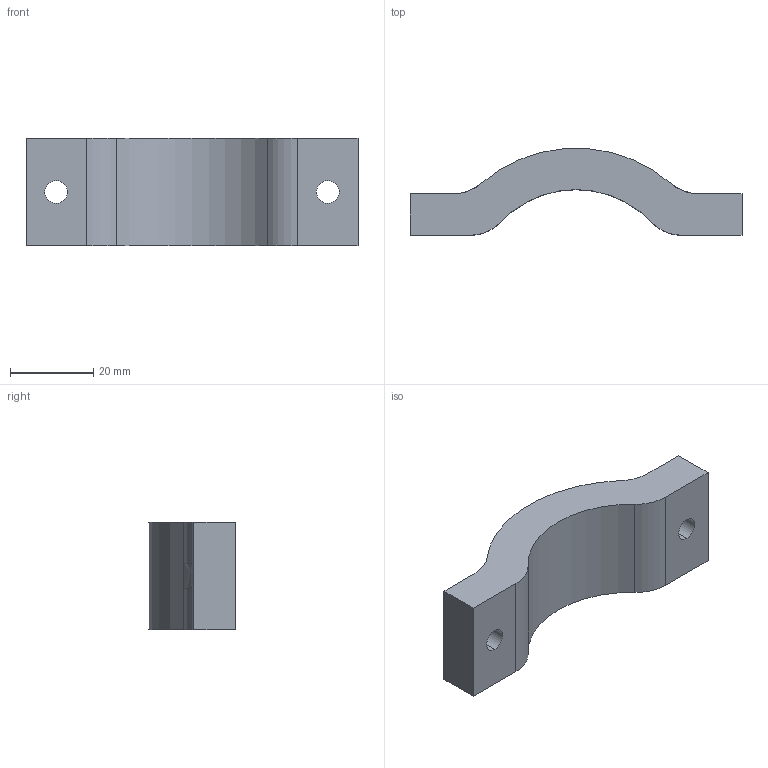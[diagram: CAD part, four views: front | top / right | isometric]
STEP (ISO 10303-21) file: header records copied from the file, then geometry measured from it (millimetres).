
FILE_DESCRIPTION (( 'STEP AP203' ), '1' );
FILE_NAME ('PLASTIC_FIXTURE-2.STEP', '2025-01-31T18:15:23', ( '' ), ( '' ), 'SwSTEP 2.0', 'SolidWorks 2024', '' );
FILE_SCHEMA (( 'CONFIG_CONTROL_DESIGN' ));
Length unit declared in the file: millimetre
Products named in the file (1): PLASTIC_FIXTURE-2
Bounding box: 80 x 20.89 x 26 mm (x, y, z)
Volume: 21967.8 mm3; surface area: 6968.8 mm2
Topology: 1 solids, 1 shells, 28 faces, 74 edges, 48 vertices
Faces by surface type: cylinder 16, plane 10, bspline 2
Entity records: 1107 total; most frequent: CARTESIAN_POINT 309, DIRECTION 158, ORIENTED_EDGE 148, EDGE_CURVE 74, AXIS2_PLACEMENT_3D 61, VERTEX_POINT 48, VECTOR 36, LINE 36
